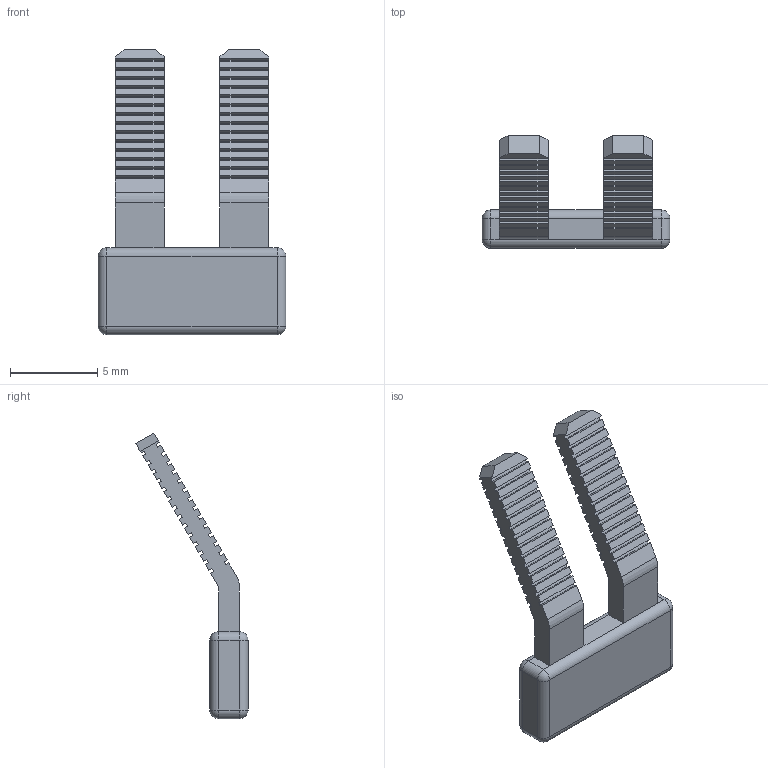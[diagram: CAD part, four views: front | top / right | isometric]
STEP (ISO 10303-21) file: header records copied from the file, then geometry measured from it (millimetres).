
FILE_DESCRIPTION (( 'STEP AP203' ), '1' );
FILE_NAME ('CA713_2.STEP', '2025-03-17T17:57:06', ( '' ), ( '' ), 'SwSTEP 2.0', 'SolidWorks 2022', '' );
FILE_SCHEMA (( 'CONFIG_CONTROL_DESIGN' ));
Length unit declared in the file: millimetre
Products named in the file (1): CA713_2
Bounding box: 10.8 x 6.45 x 16.4 mm (x, y, z)
Volume: 191.5 mm3; surface area: 415.8 mm2
Topology: 1 solids, 1 shells, 272 faces, 786 edges, 508 vertices
Faces by surface type: plane 250, cylinder 14, sphere 8
Entity records: 8751 total; most frequent: CARTESIAN_POINT 1559, ORIENTED_EDGE 1556, DIRECTION 1352, EDGE_CURVE 778, LINE 750, VECTOR 750, VERTEX_POINT 508, AXIS2_PLACEMENT_3D 301
